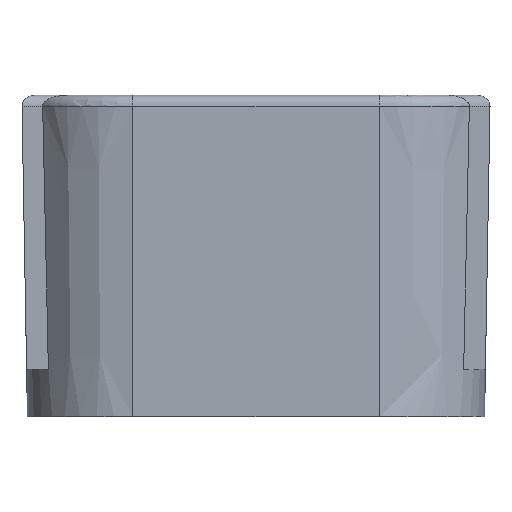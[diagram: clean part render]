
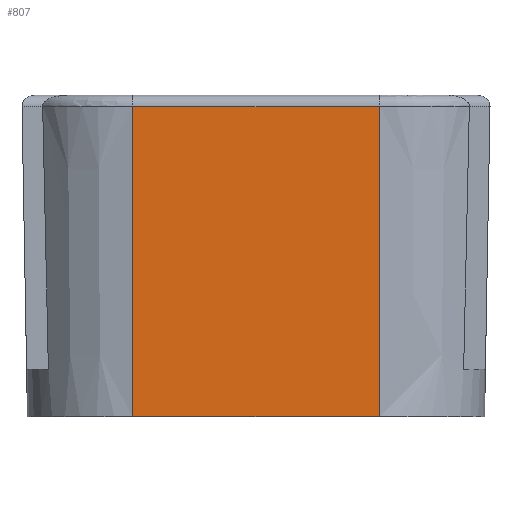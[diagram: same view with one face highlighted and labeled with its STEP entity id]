
A CAD part, front view. The second image highlights one B-rep face of the part: STEP entity #807.
In plain terms, the highlighted planar face has unit normal (0, -1, -0.018).
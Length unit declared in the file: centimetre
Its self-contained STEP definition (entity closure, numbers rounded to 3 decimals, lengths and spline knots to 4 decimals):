
#113=PLANE('',#856);
#133=VECTOR('',#912,1.);
#140=VECTOR('',#935,1.);
#142=VECTOR('',#942,1.);
#143=VECTOR('',#943,1.);
#205=LINE('',#1132,#133);
#212=LINE('',#1208,#140);
#214=LINE('',#1216,#142);
#215=LINE('',#1218,#143);
#289=VERTEX_POINT('',#1072);
#294=VERTEX_POINT('',#1129);
#305=VERTEX_POINT('',#1209);
#308=VERTEX_POINT('',#1217);
#392=EDGE_CURVE('',#289,#294,#205,.T.);
#406=EDGE_CURVE('',#305,#294,#212,.T.);
#410=EDGE_CURVE('',#308,#289,#214,.T.);
#411=EDGE_CURVE('',#305,#308,#215,.T.);
#529=ORIENTED_EDGE('',*,*,#392,.F.);
#530=ORIENTED_EDGE('',*,*,#410,.F.);
#531=ORIENTED_EDGE('',*,*,#411,.F.);
#532=ORIENTED_EDGE('',*,*,#406,.T.);
#725=EDGE_LOOP('',(#529,#530,#531,#532));
#766=FACE_BOUND('',#725,.T.);
#807=ADVANCED_FACE('',(#766),#113,.T.);
#856=AXIS2_PLACEMENT_3D('',#1215,#941,$);
#912=DIRECTION('',(1.,0.,0.));
#935=DIRECTION('',(0.,-0.017,1.));
#941=DIRECTION('',(0.,-1.,-0.017));
#942=DIRECTION('',(0.,-0.017,1.));
#943=DIRECTION('',(-1.,0.,0.));
#1072=CARTESIAN_POINT('',(-2.225,-2.4177,5.5965));
#1129=CARTESIAN_POINT('',(2.225,-2.4177,5.5965));
#1132=CARTESIAN_POINT('',(1.1125,-2.4177,5.5965));
#1208=CARTESIAN_POINT('',(2.225,-2.32,0.));
#1209=CARTESIAN_POINT('',(2.225,-2.32,0.));
#1215=CARTESIAN_POINT('',(2.225,-2.32,0.));
#1216=CARTESIAN_POINT('',(-2.225,-2.32,0.));
#1217=CARTESIAN_POINT('',(-2.225,-2.32,0.));
#1218=CARTESIAN_POINT('',(2.225,-2.32,0.));
